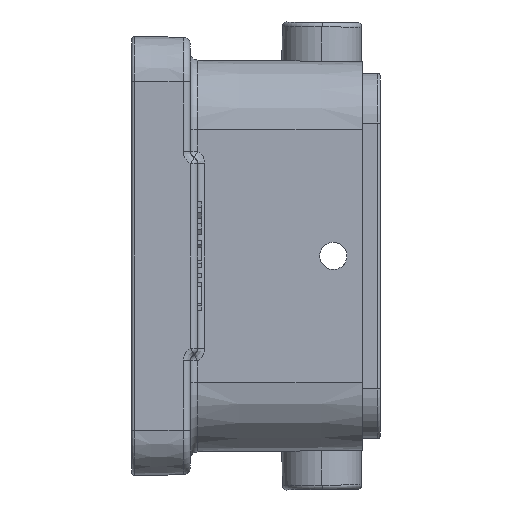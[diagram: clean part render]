
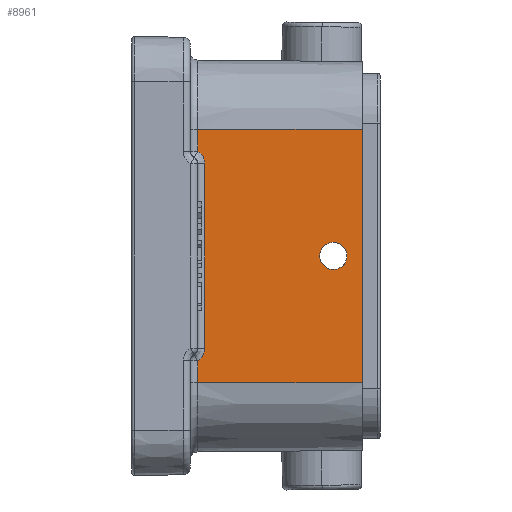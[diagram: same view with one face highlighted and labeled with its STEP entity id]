
A CAD part, left-side view. The second image highlights one B-rep face of the part: STEP entity #8961.
In plain terms, the highlighted planar face has unit normal (-1, -0.009, 0).
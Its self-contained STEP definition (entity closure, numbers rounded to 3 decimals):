
#359=DIRECTION('',(-0.009,1.,0.));
#360=VECTOR('',#359,18.208);
#361=CARTESIAN_POINT('',(-46.75,0.,14.));
#362=LINE('',#361,#360);
#363=DIRECTION('',(0.,0.,-1.));
#364=VECTOR('',#363,28.);
#365=CARTESIAN_POINT('',(-46.75,0.,14.));
#366=LINE('',#365,#364);
#367=CARTESIAN_POINT('',(-46.778,3.2,-1.5));
#368=CARTESIAN_POINT('',(-46.776,3.036,-1.5));
#369=CARTESIAN_POINT('',(-46.774,2.727,-1.449));
#370=CARTESIAN_POINT('',(-46.77,2.298,-1.23));
#371=CARTESIAN_POINT('',(-46.767,1.968,
-0.897));
#372=CARTESIAN_POINT('',(-46.765,1.752,
-0.477));
#373=CARTESIAN_POINT('',(-46.765,1.675,
-0.006));
#374=CARTESIAN_POINT('',(-46.765,1.748,0.465));
#375=CARTESIAN_POINT('',(-46.767,1.961,0.887));
#376=CARTESIAN_POINT('',(-46.77,2.292,1.226));
#377=CARTESIAN_POINT('',(-46.774,2.725,1.449));
#378=CARTESIAN_POINT('',(-46.776,3.035,1.5));
#379=CARTESIAN_POINT('',(-46.778,3.2,1.5));
#381=CARTESIAN_POINT('',(-46.778,3.2,1.5));
#382=CARTESIAN_POINT('',(-46.779,3.364,1.5));
#383=CARTESIAN_POINT('',(-46.782,3.673,1.449));
#384=CARTESIAN_POINT('',(-46.786,4.102,1.23));
#385=CARTESIAN_POINT('',(-46.789,4.432,0.897));
#386=CARTESIAN_POINT('',(-46.791,4.648,0.477));
#387=CARTESIAN_POINT('',(-46.791,4.725,0.006));
#388=CARTESIAN_POINT('',(-46.791,4.652,
-0.465));
#389=CARTESIAN_POINT('',(-46.789,4.439,
-0.887));
#390=CARTESIAN_POINT('',(-46.786,4.108,-1.226));
#391=CARTESIAN_POINT('',(-46.782,3.675,-1.449));
#392=CARTESIAN_POINT('',(-46.779,3.365,-1.5));
#393=CARTESIAN_POINT('',(-46.778,3.2,-1.5));
#399=DIRECTION('',(0.,0.,-1.));
#400=VECTOR('',#399,2.414);
#401=CARTESIAN_POINT('',(-46.909,18.207,14.));
#402=LINE('',#401,#400);
#1494=CARTESIAN_POINT('',(-46.902,17.407,
-10.2));
#1495=CARTESIAN_POINT('',(-46.902,17.407,
-10.341));
#1496=CARTESIAN_POINT('',(-46.902,17.443,
-10.613));
#1497=CARTESIAN_POINT('',(-46.904,17.603,
-11.005));
#1498=CARTESIAN_POINT('',(-46.906,17.862,
-11.344));
#1499=CARTESIAN_POINT('',(-46.908,18.083,
-11.514));
#1500=CARTESIAN_POINT('',(-46.909,18.207,
-11.586));
#1502=DIRECTION('',(0.,0.,-1.));
#1503=VECTOR('',#1502,20.4);
#1504=CARTESIAN_POINT('',(-46.902,17.407,10.2));
#1505=LINE('',#1504,#1503);
#1598=CARTESIAN_POINT('',(-46.909,18.207,11.586));
#1599=CARTESIAN_POINT('',(-46.908,18.083,11.514));
#1600=CARTESIAN_POINT('',(-46.906,17.864,11.345));
#1601=CARTESIAN_POINT('',(-46.904,17.604,11.008));
#1602=CARTESIAN_POINT('',(-46.902,17.443,10.616));
#1603=CARTESIAN_POINT('',(-46.902,17.407,10.342));
#1604=CARTESIAN_POINT('',(-46.902,17.407,10.2));
#2156=DIRECTION('',(0.,0.,-1.));
#2157=VECTOR('',#2156,2.414);
#2158=CARTESIAN_POINT('',(-46.909,18.207,
-11.586));
#2159=LINE('',#2158,#2157);
#2179=DIRECTION('',(0.009,-1.,0.));
#2180=VECTOR('',#2179,18.208);
#2181=CARTESIAN_POINT('',(-46.909,18.207,
-14.));
#2182=LINE('',#2181,#2180);
#6893=CARTESIAN_POINT('',(-46.75,0.,-14.));
#6894=VERTEX_POINT('',#6893);
#6895=CARTESIAN_POINT('',(-46.75,0.,14.));
#6896=VERTEX_POINT('',#6895);
#7317=CARTESIAN_POINT('',(-46.909,18.207,11.586));
#7318=VERTEX_POINT('',#7317);
#7319=CARTESIAN_POINT('',(-46.909,18.207,14.));
#7320=VERTEX_POINT('',#7319);
#7573=CARTESIAN_POINT('',(-46.902,17.407,10.2));
#7574=CARTESIAN_POINT('',(-46.902,17.407,
-10.2));
#7575=VERTEX_POINT('',#7573);
#7576=VERTEX_POINT('',#7574);
#7577=CARTESIAN_POINT('',(-46.909,18.207,
-14.));
#7578=VERTEX_POINT('',#7577);
#7579=CARTESIAN_POINT('',(-46.909,18.207,
-11.586));
#7580=VERTEX_POINT('',#7579);
#7581=VERTEX_POINT('',#367);
#7582=VERTEX_POINT('',#379);
#8934=CARTESIAN_POINT('',(-46.75,0.,-24.066));
#8935=DIRECTION('',(-1.,-0.009,0.));
#8936=DIRECTION('',(0.,0.,-1.));
#8937=AXIS2_PLACEMENT_3D('',#8934,#8935,#8936);
#8938=PLANE('',#8937);
#8940=ORIENTED_EDGE('',*,*,#8939,.F.);
#8941=ORIENTED_EDGE('',*,*,#8929,.F.);
#8942=ORIENTED_EDGE('',*,*,#8611,.T.);
#8944=ORIENTED_EDGE('',*,*,#8943,.F.);
#8946=ORIENTED_EDGE('',*,*,#8945,.F.);
#8948=ORIENTED_EDGE('',*,*,#8947,.F.);
#8950=ORIENTED_EDGE('',*,*,#8949,.F.);
#8952=ORIENTED_EDGE('',*,*,#8951,.F.);
#8953=EDGE_LOOP('',(#8940,#8941,#8942,#8944,#8946,#8948,#8950,#8952));
#8954=FACE_OUTER_BOUND('',#8953,.F.);
#8956=ORIENTED_EDGE('',*,*,#8955,.T.);
#8958=ORIENTED_EDGE('',*,*,#8957,.T.);
#8959=EDGE_LOOP('',(#8956,#8958));
#8960=FACE_BOUND('',#8959,.F.);
#8961=ADVANCED_FACE('',(#8954,#8960),#8938,.T.);
#380=B_SPLINE_CURVE_WITH_KNOTS('',3,(#367,#368,#369,#370,#371,#372,#373,#374,
#375,#376,#377,#378,#379),.UNSPECIFIED.,.F.,.F.,(4,1,1,1,1,1,1,1,1,1,4),(0.,
0.1,0.2,0.3,0.4,0.5,0.6,0.7,0.8,0.9,1.),.UNSPECIFIED.);
#394=B_SPLINE_CURVE_WITH_KNOTS('',3,(#381,#382,#383,#384,#385,#386,#387,#388,
#389,#390,#391,#392,#393),.UNSPECIFIED.,.F.,.F.,(4,1,1,1,1,1,1,1,1,1,4),(0.,
0.1,0.2,0.3,0.4,0.5,0.6,0.7,0.8,0.9,1.),.UNSPECIFIED.);
#1501=B_SPLINE_CURVE_WITH_KNOTS('',3,(#1494,#1495,#1496,#1497,#1498,#1499,
#1500),.UNSPECIFIED.,.F.,.F.,(4,1,1,1,4),(0.,0.25,0.5,0.75,1.),
.UNSPECIFIED.);
#1605=B_SPLINE_CURVE_WITH_KNOTS('',3,(#1598,#1599,#1600,#1601,#1602,#1603,
#1604),.UNSPECIFIED.,.F.,.F.,(4,1,1,1,4),(0.,0.25,0.5,0.75,1.),
.UNSPECIFIED.);
#8611=EDGE_CURVE('',#6896,#6894,#366,.T.);
#8929=EDGE_CURVE('',#6896,#7320,#362,.T.);
#8939=EDGE_CURVE('',#7320,#7318,#402,.T.);
#8943=EDGE_CURVE('',#7578,#6894,#2182,.T.);
#8945=EDGE_CURVE('',#7580,#7578,#2159,.T.);
#8947=EDGE_CURVE('',#7576,#7580,#1501,.T.);
#8949=EDGE_CURVE('',#7575,#7576,#1505,.T.);
#8951=EDGE_CURVE('',#7318,#7575,#1605,.T.);
#8955=EDGE_CURVE('',#7581,#7582,#380,.T.);
#8957=EDGE_CURVE('',#7582,#7581,#394,.T.);
